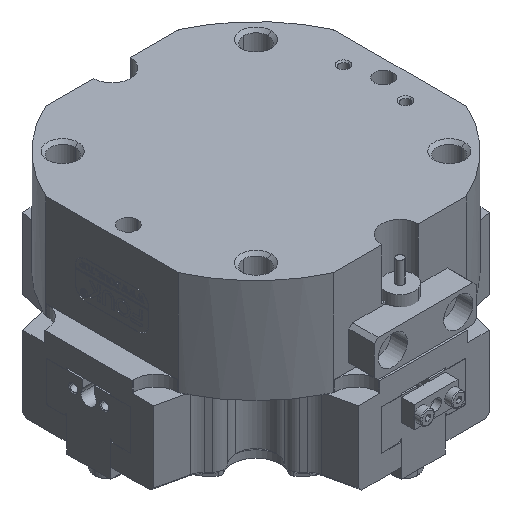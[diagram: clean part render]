
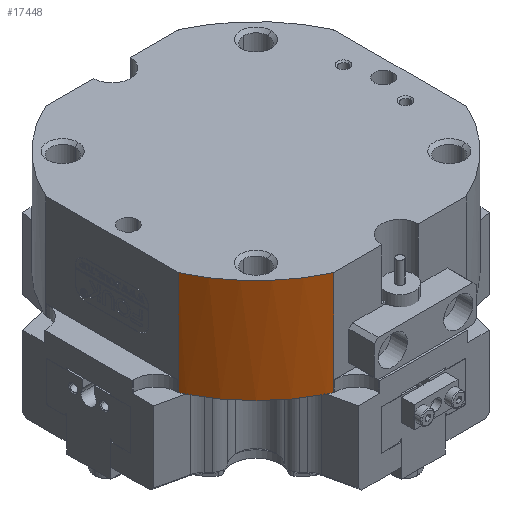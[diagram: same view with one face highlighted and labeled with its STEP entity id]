
A CAD part, isometric view. The second image highlights one B-rep face of the part: STEP entity #17448.
In plain terms, the highlighted cylindrical face has radius 43.5 mm (diameter 87 mm), a partial arc.
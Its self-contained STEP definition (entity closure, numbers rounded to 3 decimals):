
#294 = EDGE_LOOP ( 'NONE', ( #29372, #3389, #23271, #11358, #42478, #3957 ) ) ;
#517 = DIRECTION ( 'NONE',  ( -1., 0., 0. ) ) ;
#534 = CIRCLE ( 'NONE', #19388, 43.5 ) ;
#562 = VERTEX_POINT ( 'NONE', #16794 ) ;
#1728 = VERTEX_POINT ( 'NONE', #7861 ) ;
#2453 = VERTEX_POINT ( 'NONE', #21408 ) ;
#3389 = ORIENTED_EDGE ( 'NONE', *, *, #37138, .T. ) ;
#3957 = ORIENTED_EDGE ( 'NONE', *, *, #33847, .F. ) ;
#4425 = CARTESIAN_POINT ( 'NONE',  ( -4.25, 4.31, 85.5 ) ) ;
#4565 = VECTOR ( 'NONE', #25121, 1000. ) ;
#5290 = DIRECTION ( 'NONE',  ( 0., 0., -1. ) ) ;
#5786 = CARTESIAN_POINT ( 'NONE',  ( -4.25, 4.31, 114. ) ) ;
#6336 = CARTESIAN_POINT ( 'NONE',  ( -43.75, -13.911, 114. ) ) ;
#7861 = CARTESIAN_POINT ( 'NONE',  ( -22.471, -35.19, 85.5 ) ) ;
#7965 = DIRECTION ( 'NONE',  ( 1., 0., 0. ) ) ;
#8808 = DIRECTION ( 'NONE',  ( -1., 0., 0. ) ) ;
#9320 = VERTEX_POINT ( 'NONE', #38380 ) ;
#9385 = CARTESIAN_POINT ( 'NONE',  ( -4.25, 4.31, 85.5 ) ) ;
#11188 = VECTOR ( 'NONE', #35274, 1000. ) ;
#11358 = ORIENTED_EDGE ( 'NONE', *, *, #18181, .T. ) ;
#11414 = CIRCLE ( 'NONE', #12709, 43.5 ) ;
#12709 = AXIS2_PLACEMENT_3D ( 'NONE', #9385, #22780, #16335 ) ;
#13239 = VERTEX_POINT ( 'NONE', #27620 ) ;
#15060 = CYLINDRICAL_SURFACE ( 'NONE', #41180, 43.5 ) ;
#16335 = DIRECTION ( 'NONE',  ( -1., 0., 0. ) ) ;
#16794 = CARTESIAN_POINT ( 'NONE',  ( -43.079, -15.3, 85.5 ) ) ;
#17448 = ADVANCED_FACE ( 'NONE', ( #18678 ), #15060, .T. ) ;
#17814 = EDGE_CURVE ( 'NONE', #562, #13239, #11414, .T. ) ;
#18181 = EDGE_CURVE ( 'NONE', #22522, #13239, #34858, .T. ) ;
#18678 = FACE_OUTER_BOUND ( 'NONE', #294, .T. ) ;
#19318 = AXIS2_PLACEMENT_3D ( 'NONE', #4425, #34475, #7965 ) ;
#19388 = AXIS2_PLACEMENT_3D ( 'NONE', #39269, #5290, #8808 ) ;
#21408 = CARTESIAN_POINT ( 'NONE',  ( -23.861, -34.519, 85.5 ) ) ;
#21762 = AXIS2_PLACEMENT_3D ( 'NONE', #5786, #22385, #38908 ) ;
#22385 = DIRECTION ( 'NONE',  ( 0., 0., -1. ) ) ;
#22522 = VERTEX_POINT ( 'NONE', #6336 ) ;
#22780 = DIRECTION ( 'NONE',  ( 0., 0., -1. ) ) ;
#23271 = ORIENTED_EDGE ( 'NONE', *, *, #41345, .T. ) ;
#25121 = DIRECTION ( 'NONE',  ( 0., 0., -1. ) ) ;
#27233 = DIRECTION ( 'NONE',  ( 0., 0., -1. ) ) ;
#27620 = CARTESIAN_POINT ( 'NONE',  ( -43.75, -13.911, 85.5 ) ) ;
#28124 = CARTESIAN_POINT ( 'NONE',  ( -22.471, -35.19, 65. ) ) ;
#29372 = ORIENTED_EDGE ( 'NONE', *, *, #29390, .F. ) ;
#29390 = EDGE_CURVE ( 'NONE', #1728, #2453, #534, .T. ) ;
#32561 = LINE ( 'NONE', #28124, #11188 ) ;
#33847 = EDGE_CURVE ( 'NONE', #2453, #562, #41331, .T. ) ;
#34475 = DIRECTION ( 'NONE',  ( 0., 0., -1. ) ) ;
#34858 = LINE ( 'NONE', #35605, #4565 ) ;
#35274 = DIRECTION ( 'NONE',  ( 0., 0., 1. ) ) ;
#35605 = CARTESIAN_POINT ( 'NONE',  ( -43.75, -13.911, 65. ) ) ;
#36932 = CIRCLE ( 'NONE', #21762, 43.5 ) ;
#37126 = CARTESIAN_POINT ( 'NONE',  ( -4.25, 4.31, 65. ) ) ;
#37138 = EDGE_CURVE ( 'NONE', #1728, #9320, #32561, .T. ) ;
#38380 = CARTESIAN_POINT ( 'NONE',  ( -22.471, -35.19, 114. ) ) ;
#38908 = DIRECTION ( 'NONE',  ( -1., 0., 0. ) ) ;
#39269 = CARTESIAN_POINT ( 'NONE',  ( -4.25, 4.31, 85.5 ) ) ;
#41180 = AXIS2_PLACEMENT_3D ( 'NONE', #37126, #27233, #517 ) ;
#41331 = CIRCLE ( 'NONE', #19318, 43.5 ) ;
#41345 = EDGE_CURVE ( 'NONE', #9320, #22522, #36932, .T. ) ;
#42478 = ORIENTED_EDGE ( 'NONE', *, *, #17814, .F. ) ;
